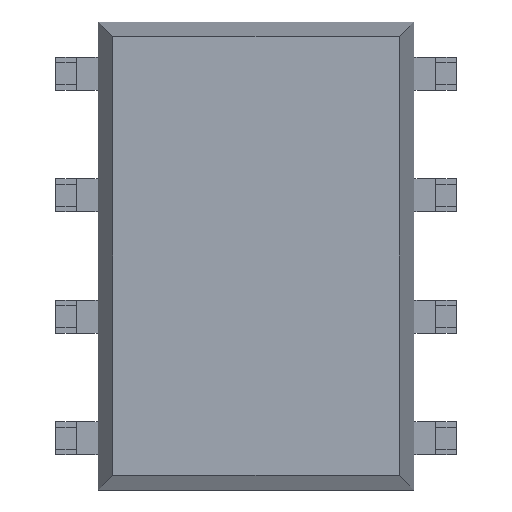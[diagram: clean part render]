
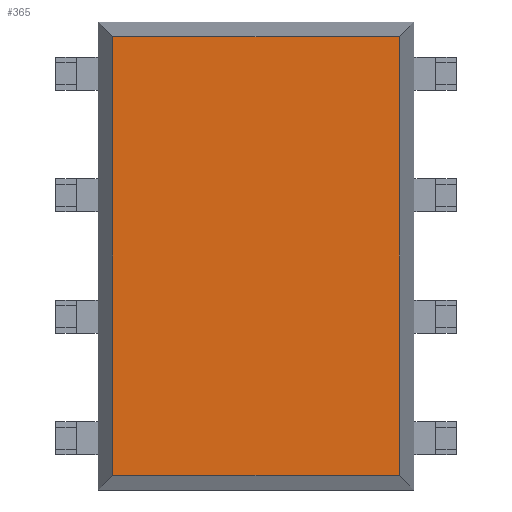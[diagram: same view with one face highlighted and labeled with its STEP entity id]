
A CAD part, front view. The second image highlights one B-rep face of the part: STEP entity #365.
In plain terms, the highlighted planar face has unit normal (0, -1, 0).
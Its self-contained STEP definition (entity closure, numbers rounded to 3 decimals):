
#162 = VERTEX_POINT('',#163);
#163 = CARTESIAN_POINT('',(2.995,0.432,-4.585));
#171 = VERTEX_POINT('',#172);
#172 = CARTESIAN_POINT('',(2.995,0.432,4.585));
#178 = EDGE_CURVE('',#162,#171,#179,.T.);
#179 = LINE('',#180,#181);
#180 = CARTESIAN_POINT('',(2.995,0.432,-4.585));
#181 = VECTOR('',#182,1.);
#182 = DIRECTION('',(0.,0.,1.));
#247 = EDGE_CURVE('',#171,#248,#250,.T.);
#248 = VERTEX_POINT('',#249);
#249 = CARTESIAN_POINT('',(-2.995,0.432,4.585));
#250 = LINE('',#251,#252);
#251 = CARTESIAN_POINT('',(3.3,0.432,4.585));
#252 = VECTOR('',#253,1.);
#253 = DIRECTION('',(-1.,0.,0.));
#345 = EDGE_CURVE('',#346,#162,#348,.T.);
#346 = VERTEX_POINT('',#347);
#347 = CARTESIAN_POINT('',(-2.995,0.432,-4.585));
#348 = LINE('',#349,#350);
#349 = CARTESIAN_POINT('',(-3.3,0.432,-4.585));
#350 = VECTOR('',#351,1.);
#351 = DIRECTION('',(1.,0.,0.));
#365 = ADVANCED_FACE('',(#366),#377,.F.);
#366 = FACE_BOUND('',#367,.F.);
#367 = EDGE_LOOP('',(#368,#369,#375,#376));
#368 = ORIENTED_EDGE('',*,*,#345,.F.);
#369 = ORIENTED_EDGE('',*,*,#370,.F.);
#370 = EDGE_CURVE('',#248,#346,#371,.T.);
#371 = LINE('',#372,#373);
#372 = CARTESIAN_POINT('',(-2.995,0.432,4.89));
#373 = VECTOR('',#374,1.);
#374 = DIRECTION('',(0.,0.,-1.));
#375 = ORIENTED_EDGE('',*,*,#247,.F.);
#376 = ORIENTED_EDGE('',*,*,#178,.F.);
#377 = PLANE('',#378);
#378 = AXIS2_PLACEMENT_3D('',#379,#380,#381);
#379 = CARTESIAN_POINT('',(0.,0.432,0.));
#380 = DIRECTION('',(0.,1.,0.));
#381 = DIRECTION('',(0.,0.,1.));
